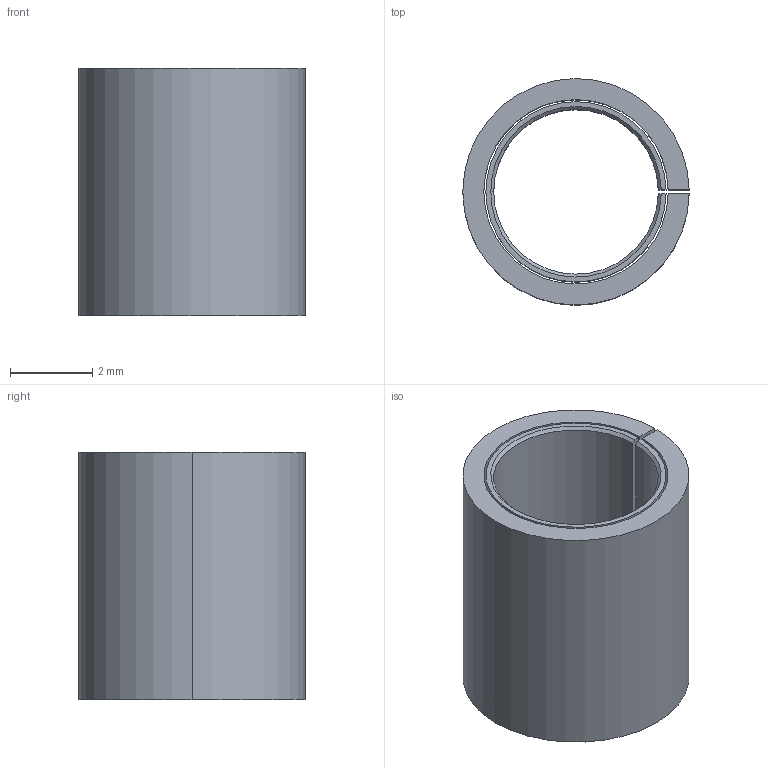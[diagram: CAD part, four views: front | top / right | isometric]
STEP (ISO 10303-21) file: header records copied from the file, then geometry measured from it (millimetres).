
FILE_DESCRIPTION (( 'STEP AP203' ), '1' );
FILE_NAME ('M4 Sleeve Bearing.step_Default_sldprt.STEP', '2022-11-09T04:42:04', ( '' ), ( '' ), 'SwSTEP 2.0', 'SolidWorks 2022', '' );
FILE_SCHEMA (( 'CONFIG_CONTROL_DESIGN' ));
Length unit declared in the file: millimetre
Products named in the file (1): M4 Sleeve Bearing.step_Default_sldprt
Bounding box: 5.5 x 5.5 x 6 mm (x, y, z)
Volume: 62.5 mm3; surface area: 372 mm2
Topology: 2 solids, 2 shells, 20 faces, 46 edges, 30 vertices
Faces by surface type: cylinder 8, plane 8, cone 4
Entity records: 649 total; most frequent: DIRECTION 108, CARTESIAN_POINT 97, ORIENTED_EDGE 92, EDGE_CURVE 46, AXIS2_PLACEMENT_3D 41, VERTEX_POINT 30, VECTOR 26, LINE 26
